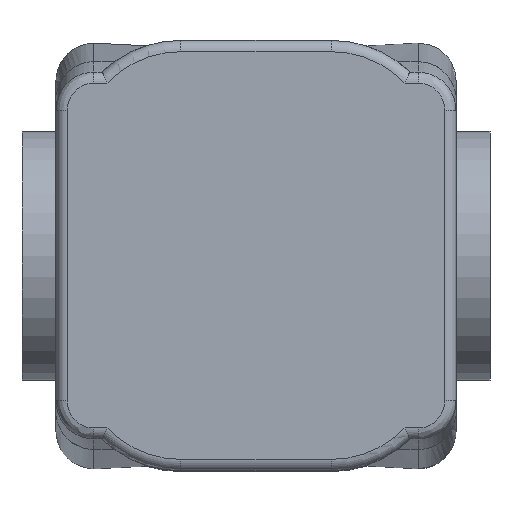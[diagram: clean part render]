
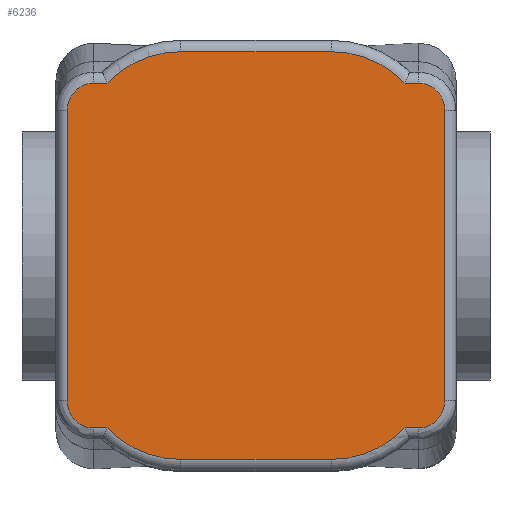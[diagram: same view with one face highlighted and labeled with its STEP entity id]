
A CAD part, top view. The second image highlights one B-rep face of the part: STEP entity #6236.
In plain terms, the highlighted planar face has unit normal (0, 0, 1).
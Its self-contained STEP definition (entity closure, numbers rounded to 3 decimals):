
#5485=CARTESIAN_POINT('',(21.5,-22.845,34.0));
#5486=VERTEX_POINT('',#5485);
#5495=CARTESIAN_POINT('',(25.,-19.226,34.0));
#5496=VERTEX_POINT('',#5495);
#5504=CARTESIAN_POINT('',(25.,-19.226,34.0));
#5505=CARTESIAN_POINT('',(25.,-20.021,34.0));
#5506=CARTESIAN_POINT('',(24.563,-21.35,34.));
#5507=CARTESIAN_POINT('',(23.097,-22.588,34.));
#5508=CARTESIAN_POINT('',(22.03,-22.845,34.0));
#5509=CARTESIAN_POINT('',(21.5,-22.845,34.0));
#5510=B_SPLINE_CURVE_WITH_KNOTS('',3,(#5504,#5505,#5506,#5507,#5508,#5509),.UNSPECIFIED.,.F.,.U.,(4,1,1,4),(0.0,0.238,0.397,0.556),.UNSPECIFIED.);
#5511=EDGE_CURVE('',#5496,#5486,#5510,.T.);
#5521=CARTESIAN_POINT('',(25.,19.226,34.0));
#5522=VERTEX_POINT('',#5521);
#5530=CARTESIAN_POINT('',(25.,19.226,34.0));
#5531=DIRECTION('',(0.0,-1.0,0.0));
#5532=VECTOR('',#5531,38.451);
#5533=LINE('',#5530,#5532);
#5534=EDGE_CURVE('',#5522,#5496,#5533,.T.);
#5548=CARTESIAN_POINT('',(19.742,-22.845,34.0));
#5549=VERTEX_POINT('',#5548);
#5550=CARTESIAN_POINT('',(21.5,-22.845,34.0));
#5551=DIRECTION('',(-1.0,0.0,0.0));
#5552=VECTOR('',#5551,1.758);
#5553=LINE('',#5550,#5552);
#5554=EDGE_CURVE('',#5486,#5549,#5553,.T.);
#5602=CARTESIAN_POINT('',(21.5,22.845,34.0));
#5603=VERTEX_POINT('',#5602);
#5611=CARTESIAN_POINT('',(21.5,22.845,34.0));
#5612=CARTESIAN_POINT('',(22.294,22.845,34.0));
#5613=CARTESIAN_POINT('',(24.161,22.151,34.0));
#5614=CARTESIAN_POINT('',(25.0,20.284,34.0));
#5615=CARTESIAN_POINT('',(25.,19.226,34.0));
#5616=B_SPLINE_CURVE_WITH_KNOTS('',3,(#5611,#5612,#5613,#5614,#5615),.UNSPECIFIED.,.F.,.U.,(4,1,4),(0.0,0.238,0.556),.UNSPECIFIED.);
#5617=EDGE_CURVE('',#5603,#5522,#5616,.T.);
#5627=CARTESIAN_POINT('',(10.0,-27.,34.0));
#5628=VERTEX_POINT('',#5627);
#5645=CARTESIAN_POINT('',(10.0,-13.5,34.0));
#5646=DIRECTION('',(0.0,0.0,-1.0));
#5647=DIRECTION('',(0.387,-0.922,0.0));
#5648=AXIS2_PLACEMENT_3D('',#5645,#5646,#5647);
#5649=CIRCLE('',#5648,13.5);
#5650=EDGE_CURVE('',#5549,#5628,#5649,.T.);
#5660=CARTESIAN_POINT('',(19.742,22.845,34.0));
#5661=VERTEX_POINT('',#5660);
#5662=CARTESIAN_POINT('',(19.742,22.845,34.0));
#5663=DIRECTION('',(1.0,0.0,0.0));
#5664=VECTOR('',#5663,1.758);
#5665=LINE('',#5662,#5664);
#5666=EDGE_CURVE('',#5661,#5603,#5665,.T.);
#5693=CARTESIAN_POINT('',(-10.0,-27.,34.0));
#5694=VERTEX_POINT('',#5693);
#5704=CARTESIAN_POINT('',(10.0,-27.,34.0));
#5705=DIRECTION('',(-1.0,0.0,0.0));
#5706=VECTOR('',#5705,20.0);
#5707=LINE('',#5704,#5706);
#5708=EDGE_CURVE('',#5628,#5694,#5707,.T.);
#5720=CARTESIAN_POINT('',(-19.742,-22.845,34.0));
#5721=VERTEX_POINT('',#5720);
#5722=CARTESIAN_POINT('',(-10.,-13.5,34.0));
#5723=DIRECTION('',(0.0,0.0,-1.));
#5724=DIRECTION('',(-0.387,-0.922,0.0));
#5725=AXIS2_PLACEMENT_3D('',#5722,#5723,#5724);
#5726=CIRCLE('',#5725,13.5);
#5727=EDGE_CURVE('',#5694,#5721,#5726,.T.);
#5753=CARTESIAN_POINT('',(-21.5,-22.845,34.0));
#5754=VERTEX_POINT('',#5753);
#5764=CARTESIAN_POINT('',(-19.742,-22.845,34.0));
#5765=DIRECTION('',(-1.0,0.0,0.0));
#5766=VECTOR('',#5765,1.758);
#5767=LINE('',#5764,#5766);
#5768=EDGE_CURVE('',#5721,#5754,#5767,.T.);
#5799=CARTESIAN_POINT('',(-25.,-19.226,34.0));
#5800=VERTEX_POINT('',#5799);
#5810=CARTESIAN_POINT('',(-21.5,-22.845,34.0));
#5811=CARTESIAN_POINT('',(-22.295,-22.845,34.0));
#5812=CARTESIAN_POINT('',(-24.166,-22.145,34.0));
#5813=CARTESIAN_POINT('',(-25.,-20.286,34.0));
#5814=CARTESIAN_POINT('',(-25.,-19.226,34.0));
#5815=B_SPLINE_CURVE_WITH_KNOTS('',3,(#5810,#5811,#5812,#5813,#5814),.UNSPECIFIED.,.F.,.U.,(4,1,4),(0.0,0.238,0.556),.UNSPECIFIED.);
#5816=EDGE_CURVE('',#5754,#5800,#5815,.T.);
#5826=CARTESIAN_POINT('',(-25.,19.226,34.0));
#5827=VERTEX_POINT('',#5826);
#5844=CARTESIAN_POINT('',(-25.,-19.226,34.0));
#5845=DIRECTION('',(0.0,1.0,0.0));
#5846=VECTOR('',#5845,38.451);
#5847=LINE('',#5844,#5846);
#5848=EDGE_CURVE('',#5800,#5827,#5847,.T.);
#5860=CARTESIAN_POINT('',(-21.5,22.845,34.0));
#5861=VERTEX_POINT('',#5860);
#5869=CARTESIAN_POINT('',(-19.742,22.845,34.0));
#5870=VERTEX_POINT('',#5869);
#5871=CARTESIAN_POINT('',(-21.5,22.845,34.0));
#5872=DIRECTION('',(1.0,0.0,0.0));
#5873=VECTOR('',#5872,1.758);
#5874=LINE('',#5871,#5873);
#5875=EDGE_CURVE('',#5861,#5870,#5874,.T.);
#5908=CARTESIAN_POINT('',(10.0,27.,34.0));
#5909=VERTEX_POINT('',#5908);
#5918=CARTESIAN_POINT('',(-10.0,27.,34.0));
#5919=VERTEX_POINT('',#5918);
#5927=CARTESIAN_POINT('',(-10.0,27.,34.0));
#5928=DIRECTION('',(1.0,0.0,0.0));
#5929=VECTOR('',#5928,20.0);
#5930=LINE('',#5927,#5929);
#5931=EDGE_CURVE('',#5919,#5909,#5930,.T.);
#5941=CARTESIAN_POINT('',(-10.,13.5,34.0));
#5942=DIRECTION('',(0.0,0.0,-1.0));
#5943=DIRECTION('',(-0.387,0.922,0.0));
#5944=AXIS2_PLACEMENT_3D('',#5941,#5942,#5943);
#5945=CIRCLE('',#5944,13.5);
#5946=EDGE_CURVE('',#5870,#5919,#5945,.T.);
#6013=CARTESIAN_POINT('',(-25.,19.226,34.0));
#6014=CARTESIAN_POINT('',(-25.,20.019,34.0));
#6015=CARTESIAN_POINT('',(-24.559,21.356,34.));
#6016=CARTESIAN_POINT('',(-23.094,22.587,34.));
#6017=CARTESIAN_POINT('',(-22.029,22.845,34.0));
#6018=CARTESIAN_POINT('',(-21.5,22.845,34.0));
#6019=B_SPLINE_CURVE_WITH_KNOTS('',3,(#6013,#6014,#6015,#6016,#6017,#6018),.UNSPECIFIED.,.F.,.U.,(4,1,1,4),(0.,0.238,0.397,0.556),.UNSPECIFIED.);
#6020=EDGE_CURVE('',#5827,#5861,#6019,.T.);
#6038=CARTESIAN_POINT('',(10.0,13.5,34.0));
#6039=DIRECTION('',(0.0,0.0,-1.));
#6040=DIRECTION('',(0.387,0.922,0.0));
#6041=AXIS2_PLACEMENT_3D('',#6038,#6039,#6040);
#6042=CIRCLE('',#6041,13.5);
#6043=EDGE_CURVE('',#5909,#5661,#6042,.T.);
#6213=CARTESIAN_POINT('',(0.,0.,34.0));
#6214=DIRECTION('',(0.0,0.0,1.0));
#6215=DIRECTION('',(1.0,0.0,0.0));
#6216=AXIS2_PLACEMENT_3D('',#6213,#6214,#6215);
#6217=PLANE('',#6216);
#6218=ORIENTED_EDGE('',*,*,#5931,.F.);
#6219=ORIENTED_EDGE('',*,*,#5946,.F.);
#6220=ORIENTED_EDGE('',*,*,#5875,.F.);
#6221=ORIENTED_EDGE('',*,*,#6020,.F.);
#6222=ORIENTED_EDGE('',*,*,#5848,.F.);
#6223=ORIENTED_EDGE('',*,*,#5816,.F.);
#6224=ORIENTED_EDGE('',*,*,#5768,.F.);
#6225=ORIENTED_EDGE('',*,*,#5727,.F.);
#6226=ORIENTED_EDGE('',*,*,#5708,.F.);
#6227=ORIENTED_EDGE('',*,*,#5650,.F.);
#6228=ORIENTED_EDGE('',*,*,#5554,.F.);
#6229=ORIENTED_EDGE('',*,*,#5511,.F.);
#6230=ORIENTED_EDGE('',*,*,#5534,.F.);
#6231=ORIENTED_EDGE('',*,*,#5617,.F.);
#6232=ORIENTED_EDGE('',*,*,#5666,.F.);
#6233=ORIENTED_EDGE('',*,*,#6043,.F.);
#6234=EDGE_LOOP('',(#6218,#6219,#6220,#6221,#6222,#6223,#6224,#6225,#6226,#6227,#6228,#6229,#6230,#6231,#6232,#6233));
#6235=FACE_OUTER_BOUND('',#6234,.T.);
#6236=ADVANCED_FACE('',(#6235),#6217,.T.);
